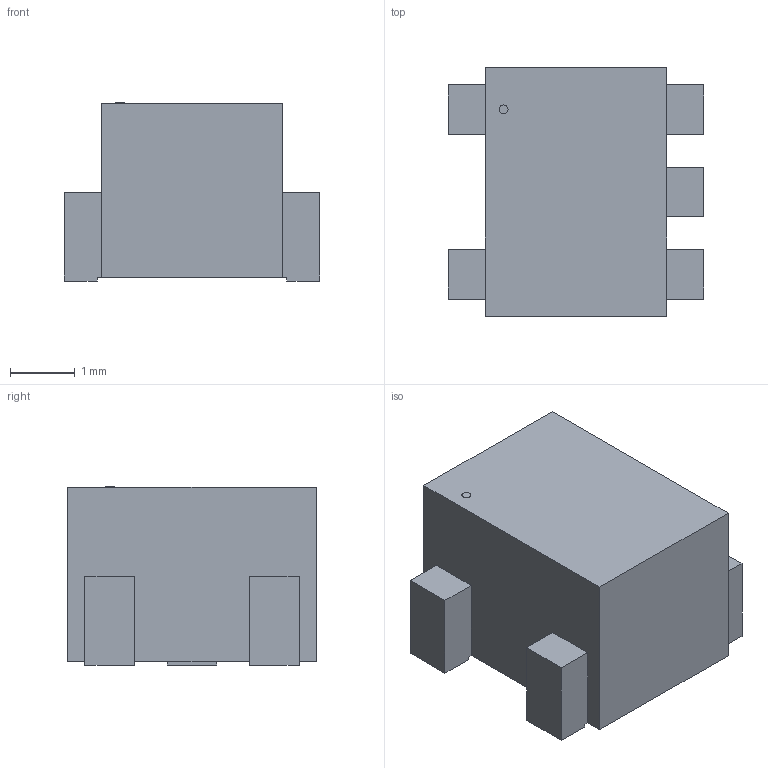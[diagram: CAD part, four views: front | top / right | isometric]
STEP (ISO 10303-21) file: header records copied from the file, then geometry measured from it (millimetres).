
FILE_DESCRIPTION(('STEP AP214'),'1');
FILE_NAME('ETC1-1-13TR_MCM','2026-02-12T11:53:32',(''),(''),'','','');
FILE_SCHEMA(('AUTOMOTIVE_DESIGN'));
Length unit declared in the file: millimetre
Products named in the file (1): product
Bounding box: 3.94 x 3.84 x 2.75 mm (x, y, z)
Volume: 31.8 mm3; surface area: 79.8 mm2
Topology: 7 solids, 7 shells, 49 faces, 105 edges, 70 vertices
Faces by surface type: plane 48, cylinder 1
Full cylindrical faces by diameter (mm): 0.14 x1
Entity records: 1403 total; most frequent: DIRECTION 208, ORIENTED_EDGE 208, CARTESIAN_POINT 123, EDGE_CURVE 104, LINE 102, VECTOR 102, VERTEX_POINT 70, AXIS2_PLACEMENT_3D 53
